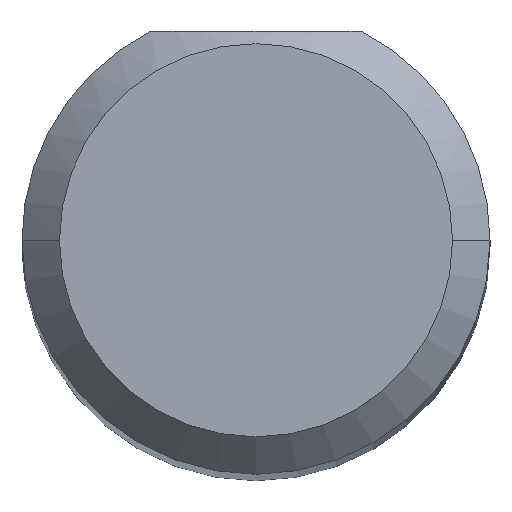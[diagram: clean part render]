
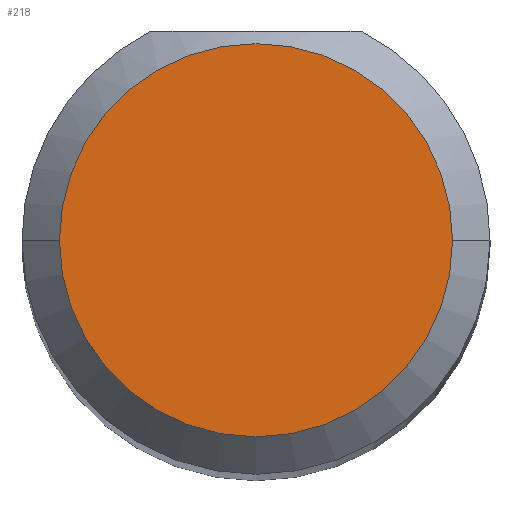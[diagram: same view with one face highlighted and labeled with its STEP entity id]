
A CAD part, top view. The second image highlights one B-rep face of the part: STEP entity #218.
In plain terms, the highlighted planar face has unit normal (0, 0, 1).
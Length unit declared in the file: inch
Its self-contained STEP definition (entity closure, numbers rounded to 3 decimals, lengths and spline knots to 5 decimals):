
#39 = VERTEX_POINT ( 'NONE', #236 ) ;
#51 = EDGE_CURVE ( 'NONE', #210, #39, #144, .T. ) ;
#58 = CIRCLE ( 'NONE', #496, 0.07875 ) ;
#98 = DIRECTION ( 'NONE',  ( -1., 0., 0. ) ) ;
#123 = EDGE_LOOP ( 'NONE', ( #339, #428 ) ) ;
#144 = CIRCLE ( 'NONE', #456, 0.07875 ) ;
#158 = PLANE ( 'NONE',  #564 ) ;
#208 = FACE_OUTER_BOUND ( 'NONE', #123, .T. ) ;
#210 = VERTEX_POINT ( 'NONE', #371 ) ;
#218 = ADVANCED_FACE ( 'NONE', ( #208 ), #158, .T. ) ;
#236 = CARTESIAN_POINT ( 'NONE',  ( 0.29625, 0., 2. ) ) ;
#275 = DIRECTION ( 'NONE',  ( 0., 0., -1. ) ) ;
#339 = ORIENTED_EDGE ( 'NONE', *, *, #51, .F. ) ;
#341 = DIRECTION ( 'NONE',  ( -1., 0., 0. ) ) ;
#371 = CARTESIAN_POINT ( 'NONE',  ( 0.45375, 0., 2. ) ) ;
#380 = CARTESIAN_POINT ( 'NONE',  ( 0.375, 0., 2. ) ) ;
#412 = DIRECTION ( 'NONE',  ( -1., 0., 0. ) ) ;
#416 = CARTESIAN_POINT ( 'NONE',  ( 0.375, 0., 2. ) ) ;
#428 = ORIENTED_EDGE ( 'NONE', *, *, #465, .F. ) ;
#429 = DIRECTION ( 'NONE',  ( 0., 0., -1. ) ) ;
#456 = AXIS2_PLACEMENT_3D ( 'NONE', #536, #275, #98 ) ;
#459 = DIRECTION ( 'NONE',  ( 0., 0., 1. ) ) ;
#465 = EDGE_CURVE ( 'NONE', #39, #210, #58, .T. ) ;
#496 = AXIS2_PLACEMENT_3D ( 'NONE', #380, #429, #341 ) ;
#536 = CARTESIAN_POINT ( 'NONE',  ( 0.375, 0., 2. ) ) ;
#564 = AXIS2_PLACEMENT_3D ( 'NONE', #416, #459, #412 ) ;
